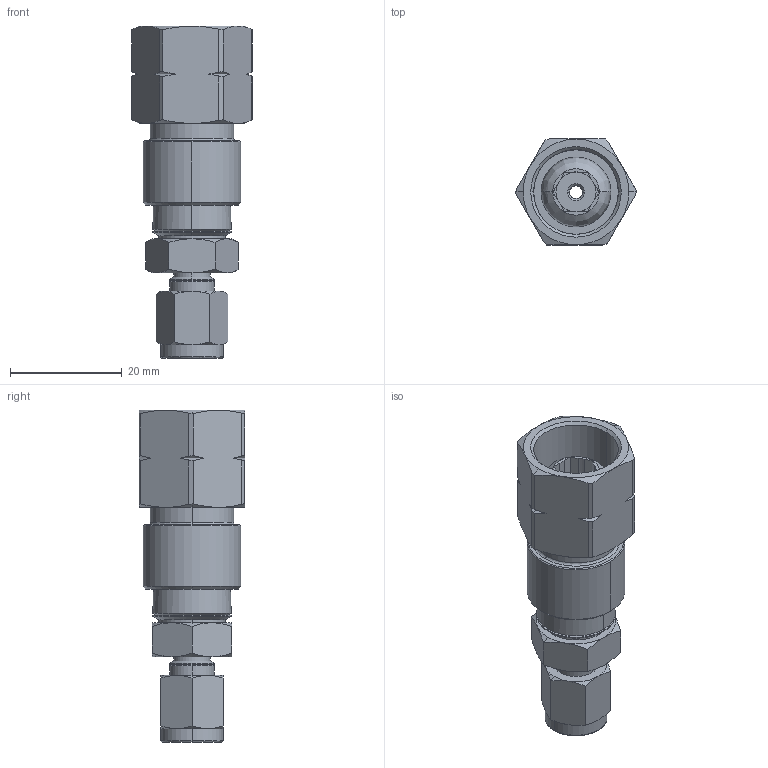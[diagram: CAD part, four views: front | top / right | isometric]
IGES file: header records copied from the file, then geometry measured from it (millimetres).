
Start section: SolidWorks IGES file using analytic representation for surfaces
Global section: file name: NTC CLS18LH 3_8 BSPP Female nut LH x 1_8 swagelock compression, brass.IGS; native system: SolidWorks 2009; preprocessor: SolidWorks 2009; author: cad; date: 091102.144827; units: millimetre
Bounding box: 21.62 x 18.94 x 59.41 mm (x, y, z)
Volume: 9828.4 mm3; surface area: 6868.4 mm2
Topology: 3 solids, 3 shells, 172 faces, 410 edges, 254 vertices
Faces by surface type: revolution 102, plane 64, bspline 6
